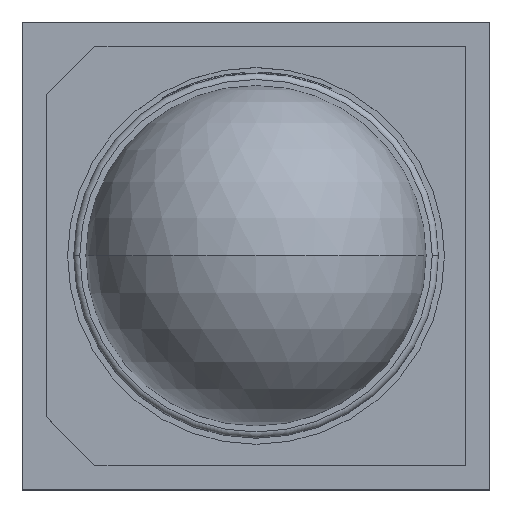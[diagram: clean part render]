
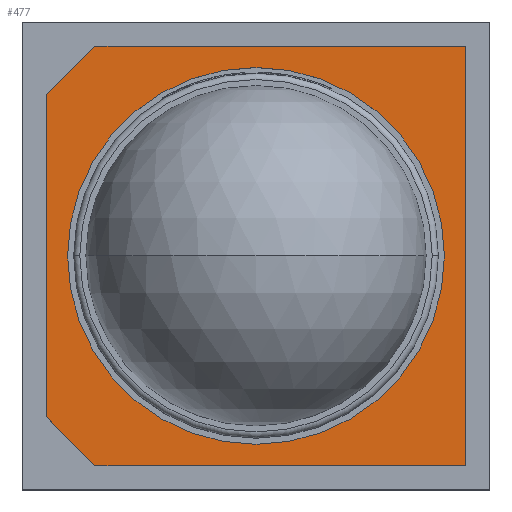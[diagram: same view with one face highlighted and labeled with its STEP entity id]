
A CAD part, top view. The second image highlights one B-rep face of the part: STEP entity #477.
In plain terms, the highlighted planar face has unit normal (0, 0, 1).
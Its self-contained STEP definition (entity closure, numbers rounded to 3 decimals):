
#95 = CARTESIAN_POINT ( 'NONE',  ( -1.325, -1.725, 0.7 ) ) ;
#277 = VECTOR ( 'NONE', #716, 1000. ) ;
#477 = ADVANCED_FACE ( 'NONE', ( #10104, #3822 ), #8796, .T. ) ;
#716 = DIRECTION ( 'NONE',  ( 0., -1., 0. ) ) ;
#807 = EDGE_CURVE ( 'NONE', #8946, #8192, #12614, .T. ) ;
#881 = EDGE_CURVE ( 'NONE', #4630, #3634, #5212, .T. ) ;
#987 = AXIS2_PLACEMENT_3D ( 'NONE', #6789, #4771, #10654 ) ;
#1168 = ORIENTED_EDGE ( 'NONE', *, *, #2847, .T. ) ;
#1424 = DIRECTION ( 'NONE',  ( 1., 0., 0. ) ) ;
#1486 = ORIENTED_EDGE ( 'NONE', *, *, #12067, .F. ) ;
#1567 = CARTESIAN_POINT ( 'NONE',  ( -1.725, -1.725, 0.7 ) ) ;
#2060 = VERTEX_POINT ( 'NONE', #11664 ) ;
#2197 = CARTESIAN_POINT ( 'NONE',  ( 1.55, 0., 0.7 ) ) ;
#2207 = VERTEX_POINT ( 'NONE', #2197 ) ;
#2293 = DIRECTION ( 'NONE',  ( 1., 0., 0. ) ) ;
#2524 = CARTESIAN_POINT ( 'NONE',  ( -1.725, 1.725, 0.7 ) ) ;
#2655 = LINE ( 'NONE', #1567, #9676 ) ;
#2719 = VECTOR ( 'NONE', #12669, 1000. ) ;
#2781 = EDGE_CURVE ( 'NONE', #6125, #3762, #7249, .T. ) ;
#2847 = EDGE_CURVE ( 'NONE', #3634, #8946, #12248, .T. ) ;
#2922 = EDGE_CURVE ( 'NONE', #2207, #2060, #12621, .T. ) ;
#3586 = CARTESIAN_POINT ( 'NONE',  ( 1.725, 1.725, 0.7 ) ) ;
#3634 = VERTEX_POINT ( 'NONE', #12258 ) ;
#3762 = VERTEX_POINT ( 'NONE', #4800 ) ;
#3806 = CARTESIAN_POINT ( 'NONE',  ( -1.525, -1.525, 0.7 ) ) ;
#3822 = FACE_OUTER_BOUND ( 'NONE', #7363, .T. ) ;
#4204 = VECTOR ( 'NONE', #12007, 1000. ) ;
#4487 = DIRECTION ( 'NONE',  ( 1., 0., 0. ) ) ;
#4630 = VERTEX_POINT ( 'NONE', #9405 ) ;
#4771 = DIRECTION ( 'NONE',  ( 0., 0., 1. ) ) ;
#4800 = CARTESIAN_POINT ( 'NONE',  ( 1.725, 1.725, 0.7 ) ) ;
#5212 = LINE ( 'NONE', #8987, #5612 ) ;
#5257 = CARTESIAN_POINT ( 'NONE',  ( 1.725, -1.725, 0.7 ) ) ;
#5352 = ORIENTED_EDGE ( 'NONE', *, *, #881, .T. ) ;
#5599 = AXIS2_PLACEMENT_3D ( 'NONE', #7708, #11665, #4487 ) ;
#5612 = VECTOR ( 'NONE', #6914, 1000. ) ;
#6125 = VERTEX_POINT ( 'NONE', #8786 ) ;
#6158 = CIRCLE ( 'NONE', #987, 1.55 ) ;
#6789 = CARTESIAN_POINT ( 'NONE',  ( 0., 0., 0.7 ) ) ;
#6804 = ORIENTED_EDGE ( 'NONE', *, *, #10655, .T. ) ;
#6914 = DIRECTION ( 'NONE',  ( -0.707, -0.707, 0. ) ) ;
#7249 = LINE ( 'NONE', #5257, #4204 ) ;
#7363 = EDGE_LOOP ( 'NONE', ( #1168, #7699, #9509, #11148, #6804, #5352 ) ) ;
#7699 = ORIENTED_EDGE ( 'NONE', *, *, #807, .T. ) ;
#7708 = CARTESIAN_POINT ( 'NONE',  ( 0., 0., 0.7 ) ) ;
#7729 = AXIS2_PLACEMENT_3D ( 'NONE', #11544, #12438, #1424 ) ;
#8192 = VERTEX_POINT ( 'NONE', #95 ) ;
#8235 = EDGE_LOOP ( 'NONE', ( #11797, #1486 ) ) ;
#8362 = LINE ( 'NONE', #3586, #10489 ) ;
#8786 = CARTESIAN_POINT ( 'NONE',  ( 1.725, -1.725, 0.7 ) ) ;
#8796 = PLANE ( 'NONE',  #5599 ) ;
#8946 = VERTEX_POINT ( 'NONE', #11814 ) ;
#8987 = CARTESIAN_POINT ( 'NONE',  ( -1.525, 1.525, 0.7 ) ) ;
#9323 = DIRECTION ( 'NONE',  ( -1., 0., 0. ) ) ;
#9405 = CARTESIAN_POINT ( 'NONE',  ( -1.325, 1.725, 0.7 ) ) ;
#9509 = ORIENTED_EDGE ( 'NONE', *, *, #11703, .T. ) ;
#9676 = VECTOR ( 'NONE', #2293, 1000. ) ;
#10104 = FACE_BOUND ( 'NONE', #8235, .T. ) ;
#10489 = VECTOR ( 'NONE', #9323, 1000. ) ;
#10654 = DIRECTION ( 'NONE',  ( 1., 0., 0. ) ) ;
#10655 = EDGE_CURVE ( 'NONE', #3762, #4630, #8362, .T. ) ;
#11148 = ORIENTED_EDGE ( 'NONE', *, *, #2781, .T. ) ;
#11544 = CARTESIAN_POINT ( 'NONE',  ( 0., 0., 0.7 ) ) ;
#11664 = CARTESIAN_POINT ( 'NONE',  ( -1.55, 0., 0.7 ) ) ;
#11665 = DIRECTION ( 'NONE',  ( 0., 0., 1. ) ) ;
#11703 = EDGE_CURVE ( 'NONE', #8192, #6125, #2655, .T. ) ;
#11797 = ORIENTED_EDGE ( 'NONE', *, *, #2922, .F. ) ;
#11814 = CARTESIAN_POINT ( 'NONE',  ( -1.725, -1.325, 0.7 ) ) ;
#12007 = DIRECTION ( 'NONE',  ( 0., 1., 0. ) ) ;
#12067 = EDGE_CURVE ( 'NONE', #2060, #2207, #6158, .T. ) ;
#12248 = LINE ( 'NONE', #2524, #277 ) ;
#12258 = CARTESIAN_POINT ( 'NONE',  ( -1.725, 1.325, 0.7 ) ) ;
#12438 = DIRECTION ( 'NONE',  ( 0., 0., 1. ) ) ;
#12614 = LINE ( 'NONE', #3806, #2719 ) ;
#12621 = CIRCLE ( 'NONE', #7729, 1.55 ) ;
#12669 = DIRECTION ( 'NONE',  ( 0.707, -0.707, 0. ) ) ;
